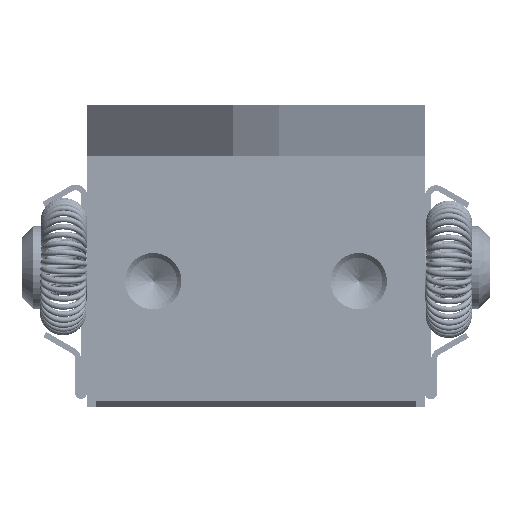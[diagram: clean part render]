
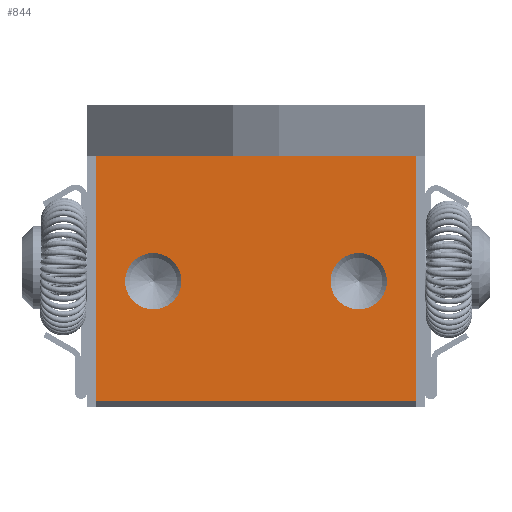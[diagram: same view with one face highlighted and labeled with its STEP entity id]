
A CAD part, left-side view. The second image highlights one B-rep face of the part: STEP entity #844.
In plain terms, the highlighted face is planar.
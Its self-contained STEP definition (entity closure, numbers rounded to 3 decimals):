
#779=CARTESIAN_POINT('',(21.333,11.0,-2.0));
#780=VERTEX_POINT('',#779);
#781=CARTESIAN_POINT('',(23.8,11.0,-2.0));
#782=DIRECTION('',(0.0,0.0,-1.0));
#783=DIRECTION('',(1.0,0.0,0.0));
#784=AXIS2_PLACEMENT_3D('',#781,#782,#783);
#785=CIRCLE('',#784,2.467);
#786=EDGE_CURVE('',#780,#780,#785,.T.);
#791=CARTESIAN_POINT('',(14.8,11.,-2.0));
#792=DIRECTION('',(0.0,0.0,1.0));
#793=DIRECTION('',(1.0,0.0,0.0));
#794=AXIS2_PLACEMENT_3D('',#791,#792,#793);
#795=PLANE('',#794);
#796=CARTESIAN_POINT('',(28.8,21.5,-2.0));
#797=VERTEX_POINT('',#796);
#798=CARTESIAN_POINT('',(0.8,21.5,-2.0));
#799=VERTEX_POINT('',#798);
#800=CARTESIAN_POINT('',(28.8,21.5,-2.0));
#801=DIRECTION('',(-1.0,0.0,0.0));
#802=VECTOR('',#801,28.);
#803=LINE('',#800,#802);
#804=EDGE_CURVE('',#797,#799,#803,.T.);
#805=ORIENTED_EDGE('',*,*,#804,.F.);
#806=CARTESIAN_POINT('',(28.8,0.0,-2.0));
#807=VERTEX_POINT('',#806);
#808=CARTESIAN_POINT('',(28.8,21.5,-2.0));
#809=DIRECTION('',(0.0,-1.0,0.0));
#810=VECTOR('',#809,21.5);
#811=LINE('',#808,#810);
#812=EDGE_CURVE('',#797,#807,#811,.T.);
#813=ORIENTED_EDGE('',*,*,#812,.T.);
#814=CARTESIAN_POINT('',(0.8,0.0,-2.0));
#815=VERTEX_POINT('',#814);
#816=CARTESIAN_POINT('',(0.8,0.0,-2.0));
#817=DIRECTION('',(1.0,0.0,0.0));
#818=VECTOR('',#817,28.);
#819=LINE('',#816,#818);
#820=EDGE_CURVE('',#815,#807,#819,.T.);
#821=ORIENTED_EDGE('',*,*,#820,.F.);
#822=CARTESIAN_POINT('',(0.8,0.0,-2.0));
#823=DIRECTION('',(0.0,1.0,0.0));
#824=VECTOR('',#823,21.5);
#825=LINE('',#822,#824);
#826=EDGE_CURVE('',#815,#799,#825,.T.);
#827=ORIENTED_EDGE('',*,*,#826,.T.);
#828=EDGE_LOOP('',(#805,#813,#821,#827));
#829=FACE_OUTER_BOUND('',#828,.T.);
#830=CARTESIAN_POINT('',(3.333,11.0,-2.0));
#831=VERTEX_POINT('',#830);
#832=CARTESIAN_POINT('',(5.8,11.0,-2.0));
#833=DIRECTION('',(0.0,0.0,-1.0));
#834=DIRECTION('',(1.0,0.0,0.0));
#835=AXIS2_PLACEMENT_3D('',#832,#833,#834);
#836=CIRCLE('',#835,2.467);
#837=EDGE_CURVE('',#831,#831,#836,.T.);
#838=ORIENTED_EDGE('',*,*,#837,.F.);
#839=EDGE_LOOP('',(#838));
#840=FACE_BOUND('',#839,.T.);
#841=ORIENTED_EDGE('',*,*,#786,.F.);
#842=EDGE_LOOP('',(#841));
#843=FACE_BOUND('',#842,.T.);
#844=ADVANCED_FACE('',(#829,#840,#843),#795,.F.);
